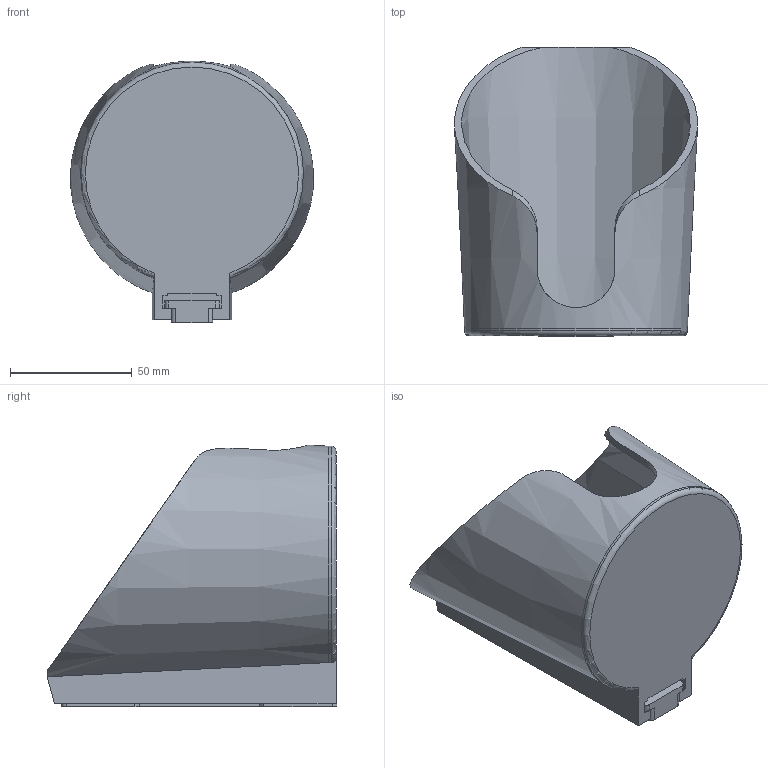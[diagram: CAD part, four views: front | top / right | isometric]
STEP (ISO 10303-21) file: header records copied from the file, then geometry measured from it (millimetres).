
FILE_DESCRIPTION((''),'2;1');
FILE_NAME('12093_NOSILEC_OROD_ZAPRT_PA_ASM','2022-09-19T07:57:48',('PredragRovcanin'),('Audax d.o.o.'),'CREO PARAMETRIC BY PTC INC, 2020281','CREO PARAMETRIC BY PTC INC, 2020281','');
FILE_SCHEMA(('AP242_MANAGED_MODEL_BASED_3D_ENGINEERING_MIM_LF { 1 0 10303 442 1 1 4 }'));
Length unit declared in the file: millimetre
Products named in the file (3): 12093_NOSILEC_OROD_ZAPRT_PA_B; 12093_NOSILEC_OROD_ZAPRT_PA_A; 12093_NOSILEC_OROD_ZAPRT_PA_ASM
Assembly tree (2 placements, depth 2):
  12093_NOSILEC_OROD_ZAPRT_PA_ASM
    12093_NOSILEC_OROD_ZAPRT_PA_B
    12093_NOSILEC_OROD_ZAPRT_PA_A
Bounding box: 99.67 x 118.8 x 107.37 mm (x, y, z)
Volume: 120907.1 mm3; surface area: 77640.6 mm2
Topology: 2 solids, 2 shells, 104 faces, 280 edges, 186 vertices
Faces by surface type: plane 70, cylinder 26, cone 7, torus 1
Entity records: 4845 total; most frequent: CARTESIAN_POINT 746, ORIENTED_EDGE 550, DIRECTION 542, COLOUR_RGB 322, PRESENTATION_STYLE_ASSIGNMENT 284, STYLED_ITEM 284, CURVE_STYLE 282, EDGE_CURVE 275
